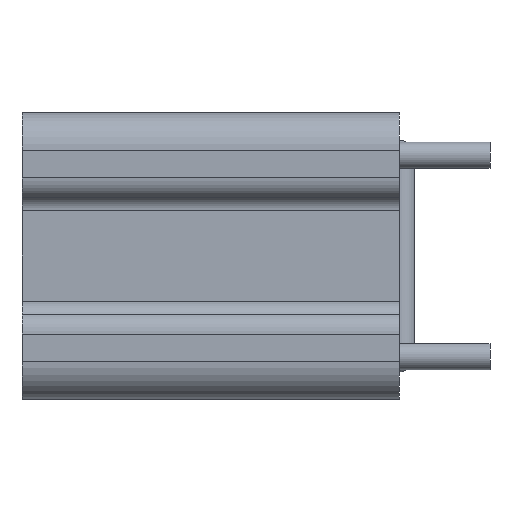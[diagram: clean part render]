
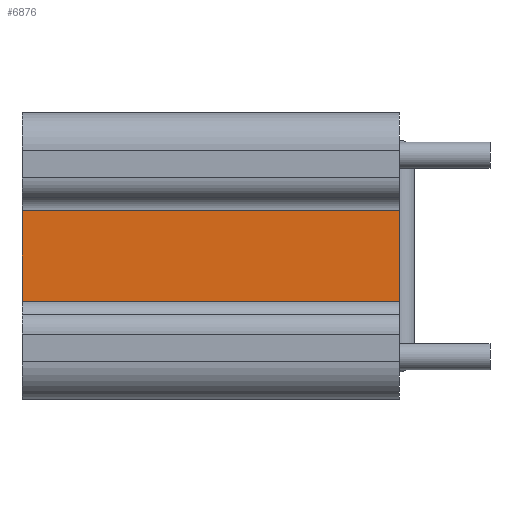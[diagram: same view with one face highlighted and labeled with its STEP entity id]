
A CAD part, left-side view. The second image highlights one B-rep face of the part: STEP entity #6876.
In plain terms, the highlighted planar face has unit normal (1, 0, 0).
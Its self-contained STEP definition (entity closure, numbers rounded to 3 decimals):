
#62 = ORIENTED_EDGE ( 'NONE', *, *, #15106, .F. ) ;
#346 = ORIENTED_EDGE ( 'NONE', *, *, #10415, .T. ) ;
#1428 = CARTESIAN_POINT ( 'NONE',  ( -8.764, -0.762, 3.048 ) ) ;
#2116 = ORIENTED_EDGE ( 'NONE', *, *, #8613, .T. ) ;
#2261 = VERTEX_POINT ( 'NONE', #10880 ) ;
#2529 = PLANE ( 'NONE',  #11724 ) ;
#3148 = DIRECTION ( 'NONE',  ( 0., 0., 1. ) ) ;
#4516 = CARTESIAN_POINT ( 'NONE',  ( -8.764, 19.05, 7.24 ) ) ;
#4558 = DIRECTION ( 'NONE',  ( 0., 0., 1. ) ) ;
#5585 = LINE ( 'NONE', #10785, #16512 ) ;
#5784 = LINE ( 'NONE', #7144, #6858 ) ;
#6432 = VERTEX_POINT ( 'NONE', #11164 ) ;
#6703 = DIRECTION ( 'NONE',  ( 1., 0., 0. ) ) ;
#6858 = VECTOR ( 'NONE', #7056, 1000. ) ;
#6876 = ADVANCED_FACE ( 'NONE', ( #7723 ), #2529, .T. ) ;
#7022 = ORIENTED_EDGE ( 'NONE', *, *, #13122, .T. ) ;
#7056 = DIRECTION ( 'NONE',  ( 0., -1., 0. ) ) ;
#7144 = CARTESIAN_POINT ( 'NONE',  ( -8.764, -0.762, 2.286 ) ) ;
#7723 = FACE_OUTER_BOUND ( 'NONE', #13605, .T. ) ;
#8613 = EDGE_CURVE ( 'NONE', #6432, #8859, #5784, .T. ) ;
#8859 = VERTEX_POINT ( 'NONE', #11439 ) ;
#8915 = VERTEX_POINT ( 'NONE', #10084 ) ;
#9480 = LINE ( 'NONE', #13396, #10027 ) ;
#9563 = DIRECTION ( 'NONE',  ( 0., 1., 0. ) ) ;
#10027 = VECTOR ( 'NONE', #9563, 1000. ) ;
#10084 = CARTESIAN_POINT ( 'NONE',  ( -8.764, 0., -2.286 ) ) ;
#10415 = EDGE_CURVE ( 'NONE', #2261, #6432, #14828, .T. ) ;
#10785 = CARTESIAN_POINT ( 'NONE',  ( -8.764, 0., 7.24 ) ) ;
#10880 = CARTESIAN_POINT ( 'NONE',  ( -8.764, 19.05, -2.286 ) ) ;
#11164 = CARTESIAN_POINT ( 'NONE',  ( -8.764, 19.05, 2.286 ) ) ;
#11439 = CARTESIAN_POINT ( 'NONE',  ( -8.764, 0., 2.286 ) ) ;
#11724 = AXIS2_PLACEMENT_3D ( 'NONE', #1428, #6703, #12915 ) ;
#12674 = VECTOR ( 'NONE', #3148, 1000. ) ;
#12915 = DIRECTION ( 'NONE',  ( 0., 0., -1. ) ) ;
#13122 = EDGE_CURVE ( 'NONE', #8915, #2261, #9480, .T. ) ;
#13396 = CARTESIAN_POINT ( 'NONE',  ( -8.764, -0.762, -2.286 ) ) ;
#13605 = EDGE_LOOP ( 'NONE', ( #2116, #62, #7022, #346 ) ) ;
#14828 = LINE ( 'NONE', #4516, #12674 ) ;
#15106 = EDGE_CURVE ( 'NONE', #8915, #8859, #5585, .T. ) ;
#16512 = VECTOR ( 'NONE', #4558, 1000. ) ;
